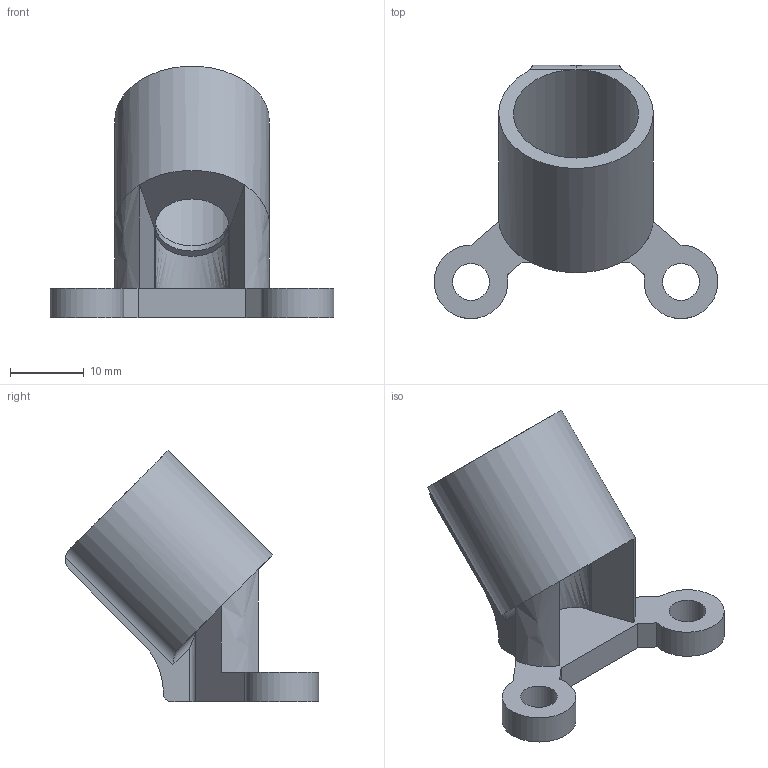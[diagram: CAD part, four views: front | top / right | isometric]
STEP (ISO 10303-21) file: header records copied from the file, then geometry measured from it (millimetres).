
FILE_DESCRIPTION(('STEP AP242'), '1');
FILE_NAME('ñòîéêàÏåðåäåë', '', ('UNSPECIFIED'), ('UNSPECIFIED'), 'C3D Converter', 'C3D Toolkit', '');
FILE_SCHEMA(('AP242_MANAGED_MODEL_BASED_3D_ENGINEERING_MIM_LF { 1 0 10303 442 1 1 4 }'));
Length unit declared in the file: millimetre
Bounding box: 38.49 x 34.36 x 34.12 mm (x, y, z)
Volume: 4819.5 mm3; surface area: 4482.6 mm2
Topology: 1 solids, 1 shells, 42 faces, 112 edges, 72 vertices
Faces by surface type: cylinder 20, plane 19, bspline 3
Full cylindrical faces by diameter (mm): 5 x2, 10 x1, 17 x1
Entity records: 1886 total; most frequent: CARTESIAN_POINT 500, ORIENTED_EDGE 216, DIRECTION 201, EDGE_CURVE 108, VERTEX_POINT 72, AXIS2_PLACEMENT_3D 71, LINE 59, VECTOR 59
